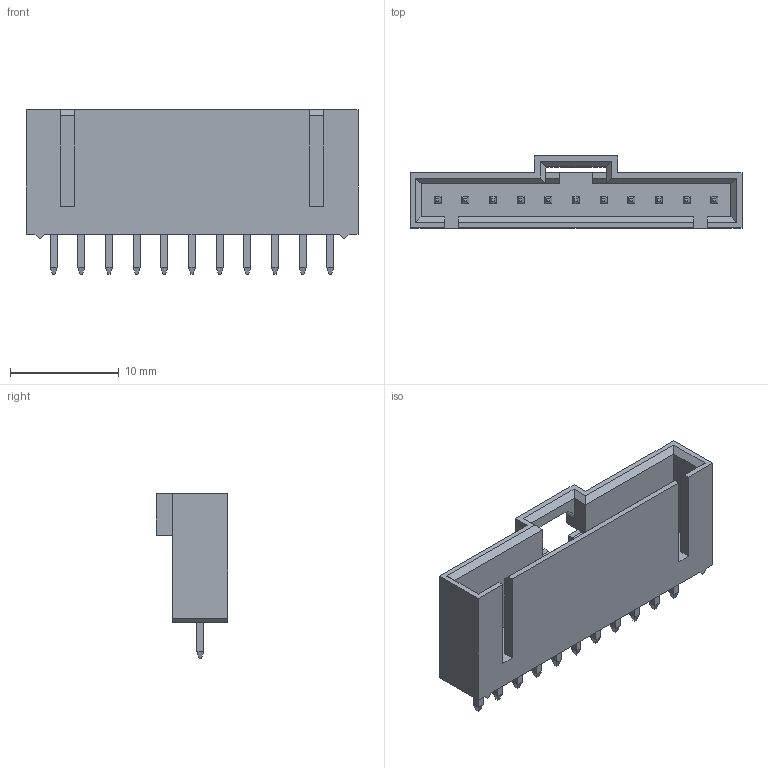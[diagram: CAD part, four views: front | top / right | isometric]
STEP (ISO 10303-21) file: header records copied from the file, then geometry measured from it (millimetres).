
FILE_DESCRIPTION((''),'2;1');
FILE_NAME('705430045','2017-02-22T',('ghp'),(''),'PRO/ENGINEER BY PARAMETRIC TECHNOLOGY CORPORATION, 2012310','PRO/ENGINEER BY PARAMETRIC TECHNOLOGY CORPORATION, 2012310','');
FILE_SCHEMA(('CONFIG_CONTROL_DESIGN'));
Length unit declared in the file: inch
Products named in the file (1): 705430045
Bounding box: 30.48 x 6.6 x 15.11 mm (x, y, z)
Volume: 993.7 mm3; surface area: 1912.8 mm2
Topology: 1 solids, 1 shells, 255 faces, 623 edges, 390 vertices
Faces by surface type: plane 253, cylinder 2
Entity records: 7253 total; most frequent: CARTESIAN_POINT 1247, ORIENTED_EDGE 1202, DIRECTION 1161, EDGE_CURVE 601, VECTOR 597, LINE 597, VERTEX_POINT 368, AXIS2_PLACEMENT_3D 282
